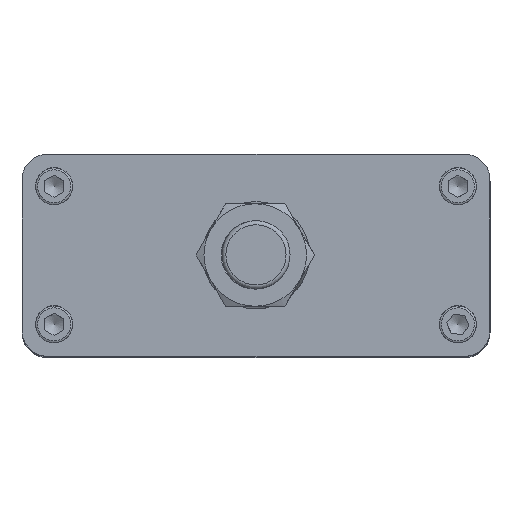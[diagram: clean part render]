
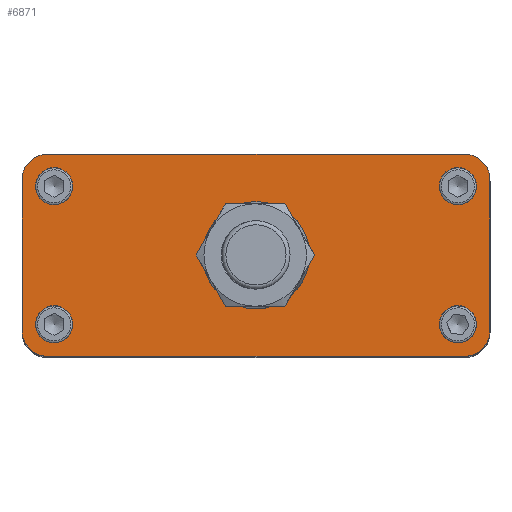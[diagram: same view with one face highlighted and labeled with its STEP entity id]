
A CAD part, top view. The second image highlights one B-rep face of the part: STEP entity #6871.
In plain terms, the highlighted planar face has unit normal (0, 0, 1).
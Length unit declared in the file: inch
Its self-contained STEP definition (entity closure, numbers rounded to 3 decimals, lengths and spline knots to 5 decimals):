
#527=FACE_BOUND('',#1578,.T.);
#528=FACE_BOUND('',#1579,.T.);
#529=FACE_BOUND('',#1580,.T.);
#530=FACE_BOUND('',#1581,.T.);
#531=FACE_BOUND('',#1582,.T.);
#532=FACE_BOUND('',#1583,.T.);
#812=PLANE('',#7515);
#1578=EDGE_LOOP('',(#5363));
#1579=EDGE_LOOP('',(#5364));
#1580=EDGE_LOOP('',(#5365));
#1581=EDGE_LOOP('',(#5366));
#1582=EDGE_LOOP('',(#5367));
#1583=EDGE_LOOP('',(#5368,#5369,#5370,#5371,#5372,#5373,#5374,#5375));
#2228=LINE('',#11083,#2626);
#2229=LINE('',#11087,#2627);
#2230=LINE('',#11091,#2628);
#2231=LINE('',#11094,#2629);
#2626=VECTOR('',#8869,3.048);
#2627=VECTOR('',#8872,1.104);
#2628=VECTOR('',#8875,3.048);
#2629=VECTOR('',#8878,1.104);
#2963=CIRCLE('',#7471,0.136);
#2967=CIRCLE('',#7478,0.136);
#2971=CIRCLE('',#7485,0.136);
#2975=CIRCLE('',#7492,0.136);
#2978=CIRCLE('',#7497,0.3925);
#2986=CIRCLE('',#7514,0.188);
#2987=CIRCLE('',#7516,0.188);
#2988=CIRCLE('',#7517,0.188);
#2989=CIRCLE('',#7518,0.188);
#3417=VERTEX_POINT('',#11009);
#3421=VERTEX_POINT('',#11020);
#3425=VERTEX_POINT('',#11031);
#3429=VERTEX_POINT('',#11042);
#3432=VERTEX_POINT('',#11050);
#3441=VERTEX_POINT('',#11076);
#3442=VERTEX_POINT('',#11078);
#3443=VERTEX_POINT('',#11082);
#3444=VERTEX_POINT('',#11084);
#3445=VERTEX_POINT('',#11086);
#3446=VERTEX_POINT('',#11088);
#3447=VERTEX_POINT('',#11090);
#3448=VERTEX_POINT('',#11092);
#4152=EDGE_CURVE('',#3417,#3417,#2963,.T.);
#4156=EDGE_CURVE('',#3421,#3421,#2967,.T.);
#4160=EDGE_CURVE('',#3425,#3425,#2971,.T.);
#4164=EDGE_CURVE('',#3429,#3429,#2975,.T.);
#4167=EDGE_CURVE('',#3432,#3432,#2978,.T.);
#4176=EDGE_CURVE('',#3441,#3442,#2986,.T.);
#4178=EDGE_CURVE('',#3441,#3443,#2228,.T.);
#4179=EDGE_CURVE('',#3444,#3443,#2987,.T.);
#4180=EDGE_CURVE('',#3444,#3445,#2229,.T.);
#4181=EDGE_CURVE('',#3446,#3445,#2988,.T.);
#4182=EDGE_CURVE('',#3446,#3447,#2230,.T.);
#4183=EDGE_CURVE('',#3448,#3447,#2989,.T.);
#4184=EDGE_CURVE('',#3448,#3442,#2231,.T.);
#5363=ORIENTED_EDGE('',*,*,#4152,.T.);
#5364=ORIENTED_EDGE('',*,*,#4156,.T.);
#5365=ORIENTED_EDGE('',*,*,#4160,.T.);
#5366=ORIENTED_EDGE('',*,*,#4164,.T.);
#5367=ORIENTED_EDGE('',*,*,#4167,.T.);
#5368=ORIENTED_EDGE('',*,*,#4176,.F.);
#5369=ORIENTED_EDGE('',*,*,#4178,.T.);
#5370=ORIENTED_EDGE('',*,*,#4179,.F.);
#5371=ORIENTED_EDGE('',*,*,#4180,.T.);
#5372=ORIENTED_EDGE('',*,*,#4181,.F.);
#5373=ORIENTED_EDGE('',*,*,#4182,.T.);
#5374=ORIENTED_EDGE('',*,*,#4183,.F.);
#5375=ORIENTED_EDGE('',*,*,#4184,.T.);
#6871=ADVANCED_FACE('',(#527,#528,#529,#530,#531,#532),#812,.T.);
#7471=AXIS2_PLACEMENT_3D('',#11010,#8777,#8778);
#7478=AXIS2_PLACEMENT_3D('',#11021,#8791,#8792);
#7485=AXIS2_PLACEMENT_3D('',#11032,#8805,#8806);
#7492=AXIS2_PLACEMENT_3D('',#11043,#8819,#8820);
#7497=AXIS2_PLACEMENT_3D('',#11051,#8829,#8830);
#7514=AXIS2_PLACEMENT_3D('',#11079,#8864,#8865);
#7515=AXIS2_PLACEMENT_3D('',#11081,#8867,#8868);
#7516=AXIS2_PLACEMENT_3D('',#11085,#8870,#8871);
#7517=AXIS2_PLACEMENT_3D('',#11089,#8873,#8874);
#7518=AXIS2_PLACEMENT_3D('',#11093,#8876,#8877);
#8777=DIRECTION('center_axis',(0.,0.,-1.));
#8778=DIRECTION('ref_axis',(1.,0.,0.));
#8791=DIRECTION('center_axis',(0.,0.,-1.));
#8792=DIRECTION('ref_axis',(1.,0.,0.));
#8805=DIRECTION('center_axis',(0.,0.,-1.));
#8806=DIRECTION('ref_axis',(1.,0.,0.));
#8819=DIRECTION('center_axis',(0.,0.,-1.));
#8820=DIRECTION('ref_axis',(1.,0.,0.));
#8829=DIRECTION('center_axis',(0.,0.,-1.));
#8830=DIRECTION('ref_axis',(-1.,0.,0.));
#8864=DIRECTION('center_axis',(0.,0.,-1.));
#8865=DIRECTION('ref_axis',(-0.707,-0.707,0.));
#8867=DIRECTION('center_axis',(0.,0.,1.));
#8868=DIRECTION('ref_axis',(1.,0.,0.));
#8869=DIRECTION('',(1.,0.,0.));
#8870=DIRECTION('center_axis',(0.,0.,-1.));
#8871=DIRECTION('ref_axis',(0.707,-0.707,0.));
#8872=DIRECTION('',(0.,1.,0.));
#8873=DIRECTION('center_axis',(0.,0.,-1.));
#8874=DIRECTION('ref_axis',(0.707,0.707,0.));
#8875=DIRECTION('',(-1.,0.,0.));
#8876=DIRECTION('center_axis',(0.,0.,-1.));
#8877=DIRECTION('ref_axis',(-0.707,0.707,0.));
#8878=DIRECTION('',(0.,-1.,0.));
#11009=CARTESIAN_POINT('',(0.371,0.235,0.));
#11010=CARTESIAN_POINT('Origin',(0.235,0.235,0.));
#11020=CARTESIAN_POINT('',(3.325,0.235,0.));
#11021=CARTESIAN_POINT('Origin',(3.189,0.235,0.));
#11031=CARTESIAN_POINT('',(3.325,1.245,0.));
#11032=CARTESIAN_POINT('Origin',(3.189,1.245,0.));
#11042=CARTESIAN_POINT('',(0.371,1.245,0.));
#11043=CARTESIAN_POINT('Origin',(0.235,1.245,0.));
#11050=CARTESIAN_POINT('',(2.1045,0.74,0.));
#11051=CARTESIAN_POINT('Origin',(1.712,0.74,0.));
#11076=CARTESIAN_POINT('',(0.188,0.,0.));
#11078=CARTESIAN_POINT('',(0.,0.188,0.));
#11079=CARTESIAN_POINT('Origin',(0.188,0.188,0.));
#11081=CARTESIAN_POINT('Origin',(1.712,0.74,0.));
#11082=CARTESIAN_POINT('',(3.236,0.,0.));
#11083=CARTESIAN_POINT('',(0.,0.,0.));
#11084=CARTESIAN_POINT('',(3.424,0.188,0.));
#11085=CARTESIAN_POINT('Origin',(3.236,0.188,0.));
#11086=CARTESIAN_POINT('',(3.424,1.292,0.));
#11087=CARTESIAN_POINT('',(3.424,0.,0.));
#11088=CARTESIAN_POINT('',(3.236,1.48,0.));
#11089=CARTESIAN_POINT('Origin',(3.236,1.292,0.));
#11090=CARTESIAN_POINT('',(0.188,1.48,0.));
#11091=CARTESIAN_POINT('',(3.424,1.48,0.));
#11092=CARTESIAN_POINT('',(0.,1.292,0.));
#11093=CARTESIAN_POINT('Origin',(0.188,1.292,0.));
#11094=CARTESIAN_POINT('',(0.,1.48,0.));
